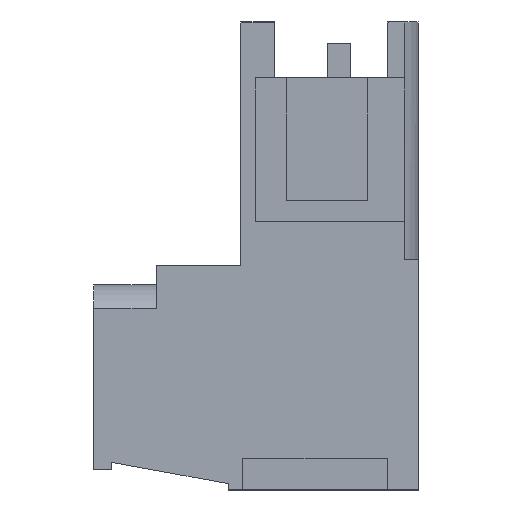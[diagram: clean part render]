
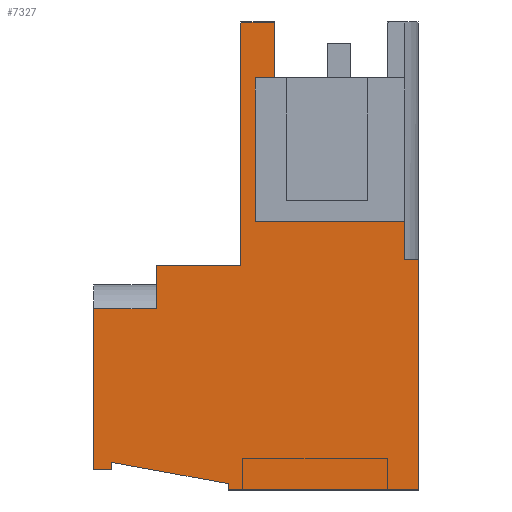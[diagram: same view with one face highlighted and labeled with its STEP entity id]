
A CAD part, left-side view. The second image highlights one B-rep face of the part: STEP entity #7327.
In plain terms, the highlighted planar face has unit normal (-1, 0, 0).
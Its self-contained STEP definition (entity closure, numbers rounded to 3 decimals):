
#3725=AXIS2_PLACEMENT_3D('Plane Axis2P3D',#3722,#3723,#3724) ;
#3707=CARTESIAN_POINT('Vertex',(0.98,6.785,19.415)) ;
#3722=CARTESIAN_POINT('Axis2P3D Location',(0.98,3.66,22.05)) ;
#3827=CARTESIAN_POINT('Vertex',(0.98,0.65,12.635)) ;
#3830=CARTESIAN_POINT('Line Origine',(0.98,0.65,11.743)) ;
#3834=CARTESIAN_POINT('Vertex',(0.98,0.65,10.85)) ;
#3892=CARTESIAN_POINT('Vertex',(0.98,6.785,22.05)) ;
#3895=CARTESIAN_POINT('Line Origine',(0.98,6.785,20.732)) ;
#4966=CARTESIAN_POINT('Line Origine',(0.98,7.23,19.415)) ;
#4970=CARTESIAN_POINT('Vertex',(0.98,7.675,19.415)) ;
#7106=CARTESIAN_POINT('Line Origine',(0.98,0.325,10.85)) ;
#7110=CARTESIAN_POINT('Vertex',(0.98,0.,10.85)) ;
#7205=CARTESIAN_POINT('Vertex',(0.98,7.675,12.635)) ;
#7208=CARTESIAN_POINT('Line Origine',(0.98,4.163,12.635)) ;
#7220=CARTESIAN_POINT('Line Origine',(0.98,7.675,16.025)) ;
#7225=CARTESIAN_POINT('Line Origine',(0.98,7.575,22.05)) ;
#7229=CARTESIAN_POINT('Vertex',(0.98,8.365,22.05)) ;
#7232=CARTESIAN_POINT('Line Origine',(0.98,8.365,16.318)) ;
#7236=CARTESIAN_POINT('Vertex',(0.98,8.365,10.586)) ;
#7239=CARTESIAN_POINT('Line Origine',(0.98,10.358,10.586)) ;
#7243=CARTESIAN_POINT('Vertex',(0.98,12.35,10.586)) ;
#7246=CARTESIAN_POINT('Line Origine',(0.98,12.35,9.568)) ;
#7250=CARTESIAN_POINT('Vertex',(0.98,12.35,8.55)) ;
#7253=CARTESIAN_POINT('Line Origine',(0.98,13.825,8.55)) ;
#7257=CARTESIAN_POINT('Vertex',(0.98,15.3,8.55)) ;
#7260=CARTESIAN_POINT('Line Origine',(0.98,15.3,4.75)) ;
#7264=CARTESIAN_POINT('Vertex',(0.98,15.3,0.95)) ;
#7267=CARTESIAN_POINT('Line Origine',(0.98,14.875,0.95)) ;
#7271=CARTESIAN_POINT('Vertex',(0.98,14.45,0.95)) ;
#7274=CARTESIAN_POINT('Line Origine',(0.98,14.45,1.127)) ;
#7278=CARTESIAN_POINT('Vertex',(0.98,14.45,1.303)) ;
#7281=CARTESIAN_POINT('Line Origine',(0.98,11.705,0.801)) ;
#7285=CARTESIAN_POINT('Vertex',(0.98,8.961,0.299)) ;
#7288=CARTESIAN_POINT('Line Origine',(0.98,8.961,0.149)) ;
#7292=CARTESIAN_POINT('Vertex',(0.98,8.961,0.)) ;
#7295=CARTESIAN_POINT('Line Origine',(0.98,4.48,0.)) ;
#7299=CARTESIAN_POINT('Vertex',(0.98,0.,0.)) ;
#7302=CARTESIAN_POINT('Line Origine',(0.98,0.,5.425)) ;
#3723=DIRECTION('Axis2P3D Direction',(1.,0.,0.)) ;
#3724=DIRECTION('Axis2P3D XDirection',(0.,1.,0.)) ;
#3831=DIRECTION('Vector Direction',(0.,0.,-1.)) ;
#3896=DIRECTION('Vector Direction',(0.,0.,1.)) ;
#4967=DIRECTION('Vector Direction',(0.,-1.,0.)) ;
#7107=DIRECTION('Vector Direction',(0.,-1.,0.)) ;
#7209=DIRECTION('Vector Direction',(0.,-1.,0.)) ;
#7221=DIRECTION('Vector Direction',(0.,0.,-1.)) ;
#7226=DIRECTION('Vector Direction',(0.,-1.,0.)) ;
#7233=DIRECTION('Vector Direction',(0.,0.,-1.)) ;
#7240=DIRECTION('Vector Direction',(0.,-1.,0.)) ;
#7247=DIRECTION('Vector Direction',(0.,0.,1.)) ;
#7254=DIRECTION('Vector Direction',(0.,-1.,0.)) ;
#7261=DIRECTION('Vector Direction',(0.,0.,1.)) ;
#7268=DIRECTION('Vector Direction',(0.,1.,0.)) ;
#7275=DIRECTION('Vector Direction',(0.,0.,-1.)) ;
#7282=DIRECTION('Vector Direction',(0.,-0.984,-0.18)) ;
#7289=DIRECTION('Vector Direction',(0.,0.,-1.)) ;
#7296=DIRECTION('Vector Direction',(0.,-1.,0.)) ;
#7303=DIRECTION('Vector Direction',(0.,0.,-1.)) ;
#3832=VECTOR('Line Direction',#3831,1.) ;
#3897=VECTOR('Line Direction',#3896,1.) ;
#4968=VECTOR('Line Direction',#4967,1.) ;
#7108=VECTOR('Line Direction',#7107,1.) ;
#7210=VECTOR('Line Direction',#7209,1.) ;
#7222=VECTOR('Line Direction',#7221,1.) ;
#7227=VECTOR('Line Direction',#7226,1.) ;
#7234=VECTOR('Line Direction',#7233,1.) ;
#7241=VECTOR('Line Direction',#7240,1.) ;
#7248=VECTOR('Line Direction',#7247,1.) ;
#7255=VECTOR('Line Direction',#7254,1.) ;
#7262=VECTOR('Line Direction',#7261,1.) ;
#7269=VECTOR('Line Direction',#7268,1.) ;
#7276=VECTOR('Line Direction',#7275,1.) ;
#7283=VECTOR('Line Direction',#7282,1.) ;
#7290=VECTOR('Line Direction',#7289,1.) ;
#7297=VECTOR('Line Direction',#7296,1.) ;
#7304=VECTOR('Line Direction',#7303,1.) ;
#7308=ORIENTED_EDGE('',*,*,#7212,.F.) ;
#7309=ORIENTED_EDGE('',*,*,#7224,.T.) ;
#7310=ORIENTED_EDGE('',*,*,#4972,.T.) ;
#7311=ORIENTED_EDGE('',*,*,#3899,.T.) ;
#7312=ORIENTED_EDGE('',*,*,#7231,.F.) ;
#7313=ORIENTED_EDGE('',*,*,#7238,.T.) ;
#7314=ORIENTED_EDGE('',*,*,#7245,.F.) ;
#7315=ORIENTED_EDGE('',*,*,#7252,.F.) ;
#7316=ORIENTED_EDGE('',*,*,#7259,.F.) ;
#7317=ORIENTED_EDGE('',*,*,#7266,.F.) ;
#7318=ORIENTED_EDGE('',*,*,#7273,.F.) ;
#7319=ORIENTED_EDGE('',*,*,#7280,.F.) ;
#7320=ORIENTED_EDGE('',*,*,#7287,.T.) ;
#7321=ORIENTED_EDGE('',*,*,#7294,.T.) ;
#7322=ORIENTED_EDGE('',*,*,#7301,.T.) ;
#7323=ORIENTED_EDGE('',*,*,#7306,.F.) ;
#7324=ORIENTED_EDGE('',*,*,#7112,.F.) ;
#7325=ORIENTED_EDGE('',*,*,#3836,.F.) ;
#7327=ADVANCED_FACE('HOUSING',(#7326),#3726,.F.) ;
#3836=EDGE_CURVE('',#3828,#3835,#3833,.T.) ;
#3899=EDGE_CURVE('',#3708,#3893,#3898,.T.) ;
#4972=EDGE_CURVE('',#4971,#3708,#4969,.T.) ;
#7112=EDGE_CURVE('',#3835,#7111,#7109,.T.) ;
#7212=EDGE_CURVE('',#7206,#3828,#7211,.T.) ;
#7224=EDGE_CURVE('',#7206,#4971,#7223,.F.) ;
#7231=EDGE_CURVE('',#7230,#3893,#7228,.T.) ;
#7238=EDGE_CURVE('',#7230,#7237,#7235,.T.) ;
#7245=EDGE_CURVE('',#7244,#7237,#7242,.T.) ;
#7252=EDGE_CURVE('',#7251,#7244,#7249,.T.) ;
#7259=EDGE_CURVE('',#7258,#7251,#7256,.T.) ;
#7266=EDGE_CURVE('',#7265,#7258,#7263,.T.) ;
#7273=EDGE_CURVE('',#7272,#7265,#7270,.T.) ;
#7280=EDGE_CURVE('',#7279,#7272,#7277,.T.) ;
#7287=EDGE_CURVE('',#7279,#7286,#7284,.T.) ;
#7294=EDGE_CURVE('',#7286,#7293,#7291,.T.) ;
#7301=EDGE_CURVE('',#7293,#7300,#7298,.T.) ;
#7306=EDGE_CURVE('',#7111,#7300,#7305,.T.) ;
#7307=EDGE_LOOP('',(#7308,#7309,#7310,#7311,#7312,#7313,#7314,#7315,#7316,#7317,#7318,#7319,#7320,#7321,#7322,#7323,#7324,#7325)) ;
#7326=FACE_OUTER_BOUND('',#7307,.T.) ;
#3833=LINE('Line',#3830,#3832) ;
#3898=LINE('Line',#3895,#3897) ;
#4969=LINE('Line',#4966,#4968) ;
#7109=LINE('Line',#7106,#7108) ;
#7211=LINE('Line',#7208,#7210) ;
#7223=LINE('Line',#7220,#7222) ;
#7228=LINE('Line',#7225,#7227) ;
#7235=LINE('Line',#7232,#7234) ;
#7242=LINE('Line',#7239,#7241) ;
#7249=LINE('Line',#7246,#7248) ;
#7256=LINE('Line',#7253,#7255) ;
#7263=LINE('Line',#7260,#7262) ;
#7270=LINE('Line',#7267,#7269) ;
#7277=LINE('Line',#7274,#7276) ;
#7284=LINE('Line',#7281,#7283) ;
#7291=LINE('Line',#7288,#7290) ;
#7298=LINE('Line',#7295,#7297) ;
#7305=LINE('Line',#7302,#7304) ;
#3726=PLANE('',#3725) ;
#3708=VERTEX_POINT('',#3707) ;
#3828=VERTEX_POINT('',#3827) ;
#3835=VERTEX_POINT('',#3834) ;
#3893=VERTEX_POINT('',#3892) ;
#4971=VERTEX_POINT('',#4970) ;
#7111=VERTEX_POINT('',#7110) ;
#7206=VERTEX_POINT('',#7205) ;
#7230=VERTEX_POINT('',#7229) ;
#7237=VERTEX_POINT('',#7236) ;
#7244=VERTEX_POINT('',#7243) ;
#7251=VERTEX_POINT('',#7250) ;
#7258=VERTEX_POINT('',#7257) ;
#7265=VERTEX_POINT('',#7264) ;
#7272=VERTEX_POINT('',#7271) ;
#7279=VERTEX_POINT('',#7278) ;
#7286=VERTEX_POINT('',#7285) ;
#7293=VERTEX_POINT('',#7292) ;
#7300=VERTEX_POINT('',#7299) ;
